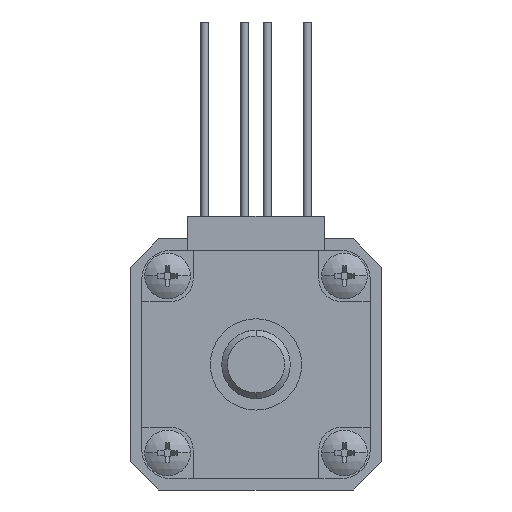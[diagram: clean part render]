
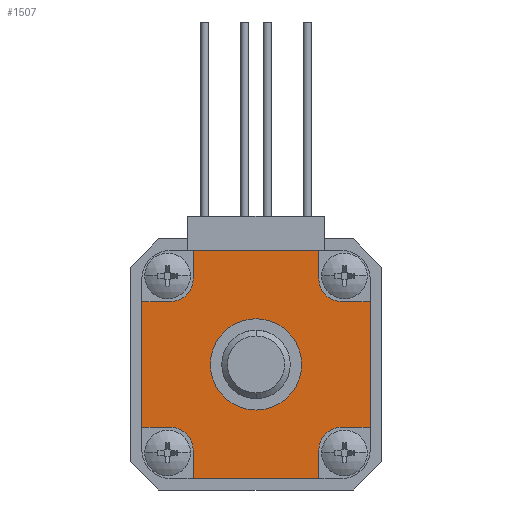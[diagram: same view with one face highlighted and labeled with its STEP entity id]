
A CAD part, front view. The second image highlights one B-rep face of the part: STEP entity #1507.
In plain terms, the highlighted planar face has unit normal (0, -1, 0).
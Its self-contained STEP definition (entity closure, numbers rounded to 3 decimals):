
#39 = DIRECTION ( 'NONE',  ( 0., 0., 1. ) ) ;
#118 = AXIS2_PLACEMENT_3D ( 'NONE', #17317, #12783, #12585 ) ;
#140 = EDGE_CURVE ( 'NONE', #6928, #10080, #9994, .T. ) ;
#381 = CIRCLE ( 'NONE', #7606, 2. ) ;
#428 = CIRCLE ( 'NONE', #118, 2. ) ;
#464 = VECTOR ( 'NONE', #16434, 1000. ) ;
#527 = CARTESIAN_POINT ( 'NONE',  ( -10., 0., -5.5 ) ) ;
#641 = CARTESIAN_POINT ( 'NONE',  ( 0., 0., 0. ) ) ;
#774 = CARTESIAN_POINT ( 'NONE',  ( -10., 0., 5.5 ) ) ;
#777 = CARTESIAN_POINT ( 'NONE',  ( -7.5, 0., -7.5 ) ) ;
#790 = EDGE_CURVE ( 'NONE', #18403, #6856, #7881, .T. ) ;
#949 = DIRECTION ( 'NONE',  ( 0., 0., 1. ) ) ;
#1507 = ADVANCED_FACE ( 'NONE', ( #7618, #2985 ), #5654, .F. ) ;
#1563 = VERTEX_POINT ( 'NONE', #7814 ) ;
#1629 = DIRECTION ( 'NONE',  ( 0., 0., 1. ) ) ;
#1696 = CARTESIAN_POINT ( 'NONE',  ( -5.5, 0., -7.5 ) ) ;
#1721 = CARTESIAN_POINT ( 'NONE',  ( 5.5, 0., 7.5 ) ) ;
#1747 = CARTESIAN_POINT ( 'NONE',  ( 0., 0., 0. ) ) ;
#1879 = LINE ( 'NONE', #3901, #16371 ) ;
#1983 = CIRCLE ( 'NONE', #17398, 2. ) ;
#2040 = CARTESIAN_POINT ( 'NONE',  ( 7.5, 0., -7.5 ) ) ;
#2051 = CARTESIAN_POINT ( 'NONE',  ( -7.5, 0., 7.5 ) ) ;
#2121 = DIRECTION ( 'NONE',  ( -1., 0., 0. ) ) ;
#2167 = CARTESIAN_POINT ( 'NONE',  ( -10., 0., 7.5 ) ) ;
#2274 = VECTOR ( 'NONE', #6754, 1000. ) ;
#2428 = EDGE_LOOP ( 'NONE', ( #4910, #3394 ) ) ;
#2465 = DIRECTION ( 'NONE',  ( 1., 0., 0. ) ) ;
#2469 = EDGE_CURVE ( 'NONE', #19216, #17426, #14170, .T. ) ;
#2519 = CARTESIAN_POINT ( 'NONE',  ( 10., 0., -5.5 ) ) ;
#2680 = AXIS2_PLACEMENT_3D ( 'NONE', #641, #14427, #12755 ) ;
#2922 = CARTESIAN_POINT ( 'NONE',  ( 5.5, 0., -7.5 ) ) ;
#2969 = ORIENTED_EDGE ( 'NONE', *, *, #2469, .T. ) ;
#2979 = VERTEX_POINT ( 'NONE', #16607 ) ;
#2985 = FACE_OUTER_BOUND ( 'NONE', #7782, .T. ) ;
#3394 = ORIENTED_EDGE ( 'NONE', *, *, #11548, .T. ) ;
#3666 = CARTESIAN_POINT ( 'NONE',  ( -5.5, 0., 10. ) ) ;
#3702 = EDGE_CURVE ( 'NONE', #17426, #18537, #428, .T. ) ;
#3901 = CARTESIAN_POINT ( 'NONE',  ( 5.5, 0., -7.5 ) ) ;
#4438 = ORIENTED_EDGE ( 'NONE', *, *, #10629, .F. ) ;
#4497 = ORIENTED_EDGE ( 'NONE', *, *, #12558, .T. ) ;
#4529 = CARTESIAN_POINT ( 'NONE',  ( -5.5, 0., 7.5 ) ) ;
#4682 = DIRECTION ( 'NONE',  ( 1., 0., 0. ) ) ;
#4910 = ORIENTED_EDGE ( 'NONE', *, *, #16007, .T. ) ;
#5009 = LINE ( 'NONE', #2167, #15390 ) ;
#5192 = AXIS2_PLACEMENT_3D ( 'NONE', #1747, #5970, #12079 ) ;
#5226 = EDGE_CURVE ( 'NONE', #8863, #2979, #15717, .T. ) ;
#5248 = ORIENTED_EDGE ( 'NONE', *, *, #14134, .F. ) ;
#5277 = LINE ( 'NONE', #15921, #2274 ) ;
#5654 = PLANE ( 'NONE',  #7566 ) ;
#5691 = VERTEX_POINT ( 'NONE', #527 ) ;
#5844 = VERTEX_POINT ( 'NONE', #19331 ) ;
#5936 = VERTEX_POINT ( 'NONE', #1696 ) ;
#5970 = DIRECTION ( 'NONE',  ( 0., 1., 0. ) ) ;
#6244 = VERTEX_POINT ( 'NONE', #774 ) ;
#6508 = VERTEX_POINT ( 'NONE', #2922 ) ;
#6557 = DIRECTION ( 'NONE',  ( 0., 1., 0. ) ) ;
#6657 = DIRECTION ( 'NONE',  ( 0., 0., 1. ) ) ;
#6754 = DIRECTION ( 'NONE',  ( 0., 0., -1. ) ) ;
#6780 = DIRECTION ( 'NONE',  ( 0., 1., 0. ) ) ;
#6856 = VERTEX_POINT ( 'NONE', #7435 ) ;
#6928 = VERTEX_POINT ( 'NONE', #18278 ) ;
#6978 = LINE ( 'NONE', #17631, #12410 ) ;
#7049 = CARTESIAN_POINT ( 'NONE',  ( -5.5, 0., -10. ) ) ;
#7086 = CIRCLE ( 'NONE', #2680, 4. ) ;
#7183 = DIRECTION ( 'NONE',  ( -1., 0., 0. ) ) ;
#7237 = VECTOR ( 'NONE', #12590, 1000. ) ;
#7409 = VECTOR ( 'NONE', #4682, 1000. ) ;
#7410 = ORIENTED_EDGE ( 'NONE', *, *, #790, .T. ) ;
#7435 = CARTESIAN_POINT ( 'NONE',  ( -5.5, 0., 7.5 ) ) ;
#7464 = EDGE_CURVE ( 'NONE', #14444, #5936, #1983, .T. ) ;
#7470 = CARTESIAN_POINT ( 'NONE',  ( -7.5, 0., -5.5 ) ) ;
#7566 = AXIS2_PLACEMENT_3D ( 'NONE', #9002, #13533, #39 ) ;
#7605 = VERTEX_POINT ( 'NONE', #10226 ) ;
#7606 = AXIS2_PLACEMENT_3D ( 'NONE', #2040, #6557, #6657 ) ;
#7618 = FACE_BOUND ( 'NONE', #2428, .T. ) ;
#7782 = EDGE_LOOP ( 'NONE', ( #7410, #10090, #4497, #5248, #17229, #14007, #10974, #19137, #15947, #8511, #18180, #14081, #2969, #17671, #12896, #4438 ) ) ;
#7799 = EDGE_CURVE ( 'NONE', #19216, #2979, #5277, .T. ) ;
#7814 = CARTESIAN_POINT ( 'NONE',  ( 0., 0., 4. ) ) ;
#7881 = LINE ( 'NONE', #4529, #8786 ) ;
#7882 = EDGE_CURVE ( 'NONE', #6508, #8863, #381, .T. ) ;
#8051 = CARTESIAN_POINT ( 'NONE',  ( 10., 0., 5.5 ) ) ;
#8146 = DIRECTION ( 'NONE',  ( 0., 1., 0. ) ) ;
#8511 = ORIENTED_EDGE ( 'NONE', *, *, #7882, .T. ) ;
#8786 = VECTOR ( 'NONE', #16654, 1000. ) ;
#8854 = CARTESIAN_POINT ( 'NONE',  ( -5.5, 0., -7.5 ) ) ;
#8863 = VERTEX_POINT ( 'NONE', #11830 ) ;
#9002 = CARTESIAN_POINT ( 'NONE',  ( -7.5, 0., 7.5 ) ) ;
#9006 = EDGE_CURVE ( 'NONE', #6928, #6508, #1879, .T. ) ;
#9132 = CARTESIAN_POINT ( 'NONE',  ( 0., 0., -4. ) ) ;
#9545 = DIRECTION ( 'NONE',  ( 0., 0., 1. ) ) ;
#9994 = LINE ( 'NONE', #16002, #13015 ) ;
#10080 = VERTEX_POINT ( 'NONE', #7049 ) ;
#10090 = ORIENTED_EDGE ( 'NONE', *, *, #15743, .T. ) ;
#10226 = CARTESIAN_POINT ( 'NONE',  ( 5.5, 0., 10. ) ) ;
#10542 = CIRCLE ( 'NONE', #5192, 4. ) ;
#10629 = EDGE_CURVE ( 'NONE', #18403, #7605, #6978, .T. ) ;
#10974 = ORIENTED_EDGE ( 'NONE', *, *, #15477, .T. ) ;
#11316 = DIRECTION ( 'NONE',  ( 0., 0., -1. ) ) ;
#11426 = CARTESIAN_POINT ( 'NONE',  ( -10., 0., 5.5 ) ) ;
#11458 = VECTOR ( 'NONE', #1629, 1000. ) ;
#11548 = EDGE_CURVE ( 'NONE', #1563, #19067, #7086, .T. ) ;
#11583 = VECTOR ( 'NONE', #7183, 1000. ) ;
#11627 = LINE ( 'NONE', #11426, #11583 ) ;
#11830 = CARTESIAN_POINT ( 'NONE',  ( 7.5, 0., -5.5 ) ) ;
#12079 = DIRECTION ( 'NONE',  ( 0., 0., 1. ) ) ;
#12180 = LINE ( 'NONE', #18194, #7409 ) ;
#12410 = VECTOR ( 'NONE', #2465, 1000. ) ;
#12558 = EDGE_CURVE ( 'NONE', #5844, #6244, #11627, .T. ) ;
#12585 = DIRECTION ( 'NONE',  ( 0., 0., -1. ) ) ;
#12590 = DIRECTION ( 'NONE',  ( -1., 0., 0. ) ) ;
#12755 = DIRECTION ( 'NONE',  ( 0., 0., 1. ) ) ;
#12763 = DIRECTION ( 'NONE',  ( 1., 0., 0. ) ) ;
#12783 = DIRECTION ( 'NONE',  ( 0., 1., 0. ) ) ;
#12896 = ORIENTED_EDGE ( 'NONE', *, *, #17624, .T. ) ;
#13015 = VECTOR ( 'NONE', #2121, 1000. ) ;
#13195 = LINE ( 'NONE', #8854, #464 ) ;
#13533 = DIRECTION ( 'NONE',  ( 0., 1., 0. ) ) ;
#13694 = CIRCLE ( 'NONE', #19353, 2. ) ;
#14007 = ORIENTED_EDGE ( 'NONE', *, *, #7464, .T. ) ;
#14081 = ORIENTED_EDGE ( 'NONE', *, *, #7799, .F. ) ;
#14134 = EDGE_CURVE ( 'NONE', #5691, #6244, #5009, .T. ) ;
#14170 = LINE ( 'NONE', #8051, #7237 ) ;
#14427 = DIRECTION ( 'NONE',  ( 0., 1., 0. ) ) ;
#14444 = VERTEX_POINT ( 'NONE', #7470 ) ;
#15119 = LINE ( 'NONE', #1721, #11458 ) ;
#15390 = VECTOR ( 'NONE', #9545, 1000. ) ;
#15477 = EDGE_CURVE ( 'NONE', #5936, #10080, #13195, .T. ) ;
#15717 = LINE ( 'NONE', #2519, #16462 ) ;
#15740 = DIRECTION ( 'NONE',  ( 0., 0., 1. ) ) ;
#15743 = EDGE_CURVE ( 'NONE', #6856, #5844, #13694, .T. ) ;
#15921 = CARTESIAN_POINT ( 'NONE',  ( 10., 0., 7.5 ) ) ;
#15947 = ORIENTED_EDGE ( 'NONE', *, *, #9006, .T. ) ;
#16002 = CARTESIAN_POINT ( 'NONE',  ( -7.5, 0., -10. ) ) ;
#16007 = EDGE_CURVE ( 'NONE', #19067, #1563, #10542, .T. ) ;
#16095 = EDGE_CURVE ( 'NONE', #5691, #14444, #12180, .T. ) ;
#16371 = VECTOR ( 'NONE', #949, 1000. ) ;
#16394 = CARTESIAN_POINT ( 'NONE',  ( 7.5, 0., 5.5 ) ) ;
#16434 = DIRECTION ( 'NONE',  ( 0., 0., -1. ) ) ;
#16462 = VECTOR ( 'NONE', #12763, 1000. ) ;
#16607 = CARTESIAN_POINT ( 'NONE',  ( 10., 0., -5.5 ) ) ;
#16654 = DIRECTION ( 'NONE',  ( 0., 0., -1. ) ) ;
#17092 = CARTESIAN_POINT ( 'NONE',  ( 10., 0., 5.5 ) ) ;
#17229 = ORIENTED_EDGE ( 'NONE', *, *, #16095, .T. ) ;
#17317 = CARTESIAN_POINT ( 'NONE',  ( 7.5, 0., 7.5 ) ) ;
#17398 = AXIS2_PLACEMENT_3D ( 'NONE', #777, #6780, #11316 ) ;
#17426 = VERTEX_POINT ( 'NONE', #16394 ) ;
#17624 = EDGE_CURVE ( 'NONE', #18537, #7605, #15119, .T. ) ;
#17631 = CARTESIAN_POINT ( 'NONE',  ( -7.5, 0., 10. ) ) ;
#17663 = CARTESIAN_POINT ( 'NONE',  ( 5.5, 0., 7.5 ) ) ;
#17671 = ORIENTED_EDGE ( 'NONE', *, *, #3702, .T. ) ;
#18180 = ORIENTED_EDGE ( 'NONE', *, *, #5226, .T. ) ;
#18194 = CARTESIAN_POINT ( 'NONE',  ( -10., 0., -5.5 ) ) ;
#18278 = CARTESIAN_POINT ( 'NONE',  ( 5.5, 0., -10. ) ) ;
#18403 = VERTEX_POINT ( 'NONE', #3666 ) ;
#18537 = VERTEX_POINT ( 'NONE', #17663 ) ;
#19067 = VERTEX_POINT ( 'NONE', #9132 ) ;
#19137 = ORIENTED_EDGE ( 'NONE', *, *, #140, .F. ) ;
#19216 = VERTEX_POINT ( 'NONE', #17092 ) ;
#19331 = CARTESIAN_POINT ( 'NONE',  ( -7.5, 0., 5.5 ) ) ;
#19353 = AXIS2_PLACEMENT_3D ( 'NONE', #2051, #8146, #15740 ) ;
